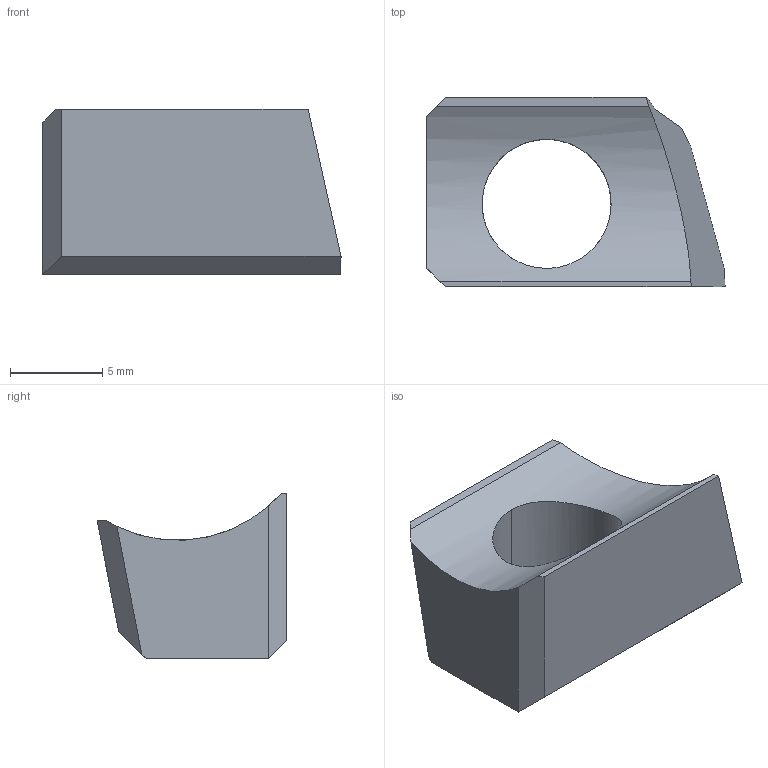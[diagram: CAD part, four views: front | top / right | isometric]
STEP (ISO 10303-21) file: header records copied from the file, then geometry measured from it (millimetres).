
FILE_DESCRIPTION(/* description */ (''),/* implementation_level */ '2;1');
FILE_NAME(/* name */ 'CWSP415TR.stp',/* time_stamp */ '2022-02-03T10:33:32+09:00',/* author */ (''),/* organization */ (''),/* preprocessor_version */ 'ST-DEVELOPER v16',/* originating_system */ 'SIEMENS PLM Software NX 10.0',/* authorisation */ '');
FILE_SCHEMA (('AUTOMOTIVE_DESIGN { 1 0 10303 214 3 1 1 1 }'));
Length unit declared in the file: millimetre
Products named in the file (1): CWSP415TR
Bounding box: 16.19 x 10.3 x 9 mm (x, y, z)
Volume: 681.1 mm3; surface area: 704.5 mm2
Topology: 1 solids, 1 shells, 17 faces, 45 edges, 30 vertices
Faces by surface type: plane 14, cylinder 3
Entity records: 614 total; most frequent: CARTESIAN_POINT 137, ORIENTED_EDGE 90, DIRECTION 89, EDGE_CURVE 45, LINE 35, VECTOR 35, VERTEX_POINT 29, AXIS2_PLACEMENT_3D 27
